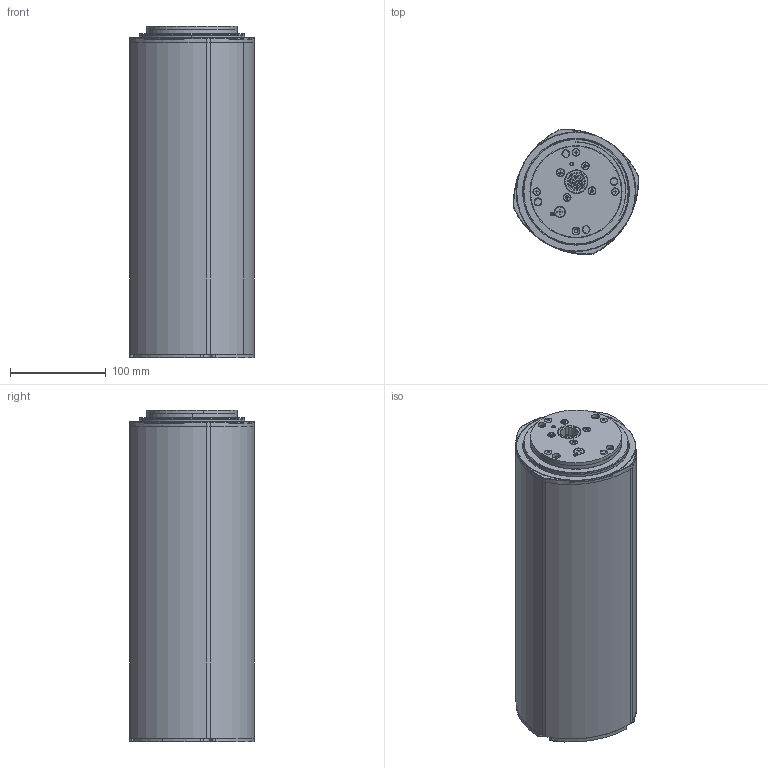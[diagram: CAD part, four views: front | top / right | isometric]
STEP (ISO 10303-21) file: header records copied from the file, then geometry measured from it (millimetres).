
FILE_DESCRIPTION (( 'STEP AP214' ), '1' );
FILE_NAME ('TL8-3D..STEP', '2015-06-17T09:59:41', ( '' ), ( '' ), 'SwSTEP 2.0', 'SolidWorks 2010', '' );
FILE_SCHEMA (( 'AUTOMOTIVE_DESIGN' ));
Length unit declared in the file: millimetre
Products named in the file (1): TL8-3D.
Bounding box: 130.09 x 130.09 x 346.23 mm (x, y, z)
Volume: 921313.9 mm3; surface area: 366898.4 mm2
Topology: 27 solids, 31 shells, 1783 faces, 4658 edges, 2902 vertices
Faces by surface type: cylinder 1047, plane 393, cone 152, bspline 97, sphere 64, torus 30
Entity records: 125904 total; most frequent: CARTESIAN_POINT 65457, ORIENTED_EDGE 9180, DIRECTION 8041, EDGE_CURVE 4590, AXIS2_PLACEMENT_3D 3050, VERTEX_POINT 2902, LINE 1941, VECTOR 1941
